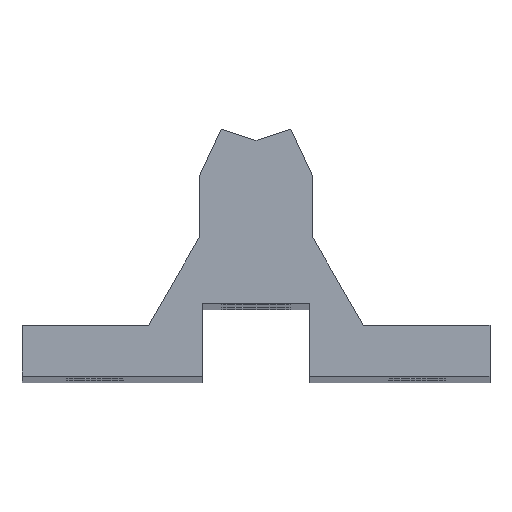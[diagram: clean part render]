
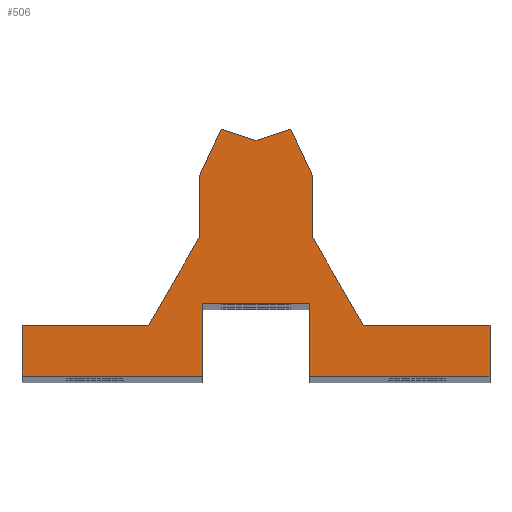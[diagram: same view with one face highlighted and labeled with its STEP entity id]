
A CAD part, top view. The second image highlights one B-rep face of the part: STEP entity #506.
In plain terms, the highlighted planar face has unit normal (0, 0, 1).
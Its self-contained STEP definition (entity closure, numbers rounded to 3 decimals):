
#18 = VERTEX_POINT ( 'NONE', #1446 ) ;
#25 = CARTESIAN_POINT ( 'NONE',  ( 5.5, 35.045, 299.75 ) ) ;
#54 = LINE ( 'NONE', #304, #480 ) ;
#58 = CARTESIAN_POINT ( 'NONE',  ( 5.622, 35.045, 299.75 ) ) ;
#70 = LINE ( 'NONE', #541, #628 ) ;
#71 = EDGE_CURVE ( 'NONE', #1303, #630, #159, .T. ) ;
#76 = VERTEX_POINT ( 'NONE', #90 ) ;
#85 = LINE ( 'NONE', #1029, #238 ) ;
#88 = CARTESIAN_POINT ( 'NONE',  ( 37., 4., 299.75 ) ) ;
#90 = CARTESIAN_POINT ( 'NONE',  ( -37., 4., 299.75 ) ) ;
#95 = CARTESIAN_POINT ( 'NONE',  ( -9., 17.856, 299.75 ) ) ;
#154 = LINE ( 'NONE', #503, #1181 ) ;
#159 = LINE ( 'NONE', #1108, #864 ) ;
#162 = VECTOR ( 'NONE', #385, 1000. ) ;
#170 = DIRECTION ( 'NONE',  ( 0., -1., 0. ) ) ;
#172 = CARTESIAN_POINT ( 'NONE',  ( -9., 27.539, 299.75 ) ) ;
#174 = CARTESIAN_POINT ( 'NONE',  ( -37., -4., 299.75 ) ) ;
#178 = DIRECTION ( 'NONE',  ( 1., 0., 0. ) ) ;
#202 = CARTESIAN_POINT ( 'NONE',  ( -17., 4., 299.75 ) ) ;
#212 = EDGE_CURVE ( 'NONE', #965, #76, #525, .T. ) ;
#219 = DIRECTION ( 'NONE',  ( -1., 0., 0. ) ) ;
#230 = DIRECTION ( 'NONE',  ( 0., 1., 0. ) ) ;
#235 = CARTESIAN_POINT ( 'NONE',  ( -37., 4., 299.75 ) ) ;
#237 = VECTOR ( 'NONE', #1004, 1000. ) ;
#238 = VECTOR ( 'NONE', #442, 1000. ) ;
#243 = EDGE_CURVE ( 'NONE', #76, #471, #584, .T. ) ;
#244 = CARTESIAN_POINT ( 'NONE',  ( 37., -4., 299.75 ) ) ;
#246 = CARTESIAN_POINT ( 'NONE',  ( 8.5, -4., 299.75 ) ) ;
#253 = DIRECTION ( 'NONE',  ( -0.954, 0.301, 0. ) ) ;
#271 = LINE ( 'NONE', #859, #751 ) ;
#282 = ORIENTED_EDGE ( 'NONE', *, *, #1311, .T. ) ;
#296 = ORIENTED_EDGE ( 'NONE', *, *, #1113, .T. ) ;
#304 = CARTESIAN_POINT ( 'NONE',  ( -8.5, 7.5, 299.75 ) ) ;
#311 = VERTEX_POINT ( 'NONE', #246 ) ;
#317 = CARTESIAN_POINT ( 'NONE',  ( -9., 27.539, 299.75 ) ) ;
#319 = ORIENTED_EDGE ( 'NONE', *, *, #1141, .T. ) ;
#325 = LINE ( 'NONE', #58, #953 ) ;
#336 = VECTOR ( 'NONE', #230, 1000. ) ;
#370 = LINE ( 'NONE', #841, #406 ) ;
#378 = ORIENTED_EDGE ( 'NONE', *, *, #824, .T. ) ;
#385 = DIRECTION ( 'NONE',  ( 1., 0., 0. ) ) ;
#406 = VECTOR ( 'NONE', #219, 1000. ) ;
#411 = DIRECTION ( 'NONE',  ( -1., 0., 0. ) ) ;
#425 = CARTESIAN_POINT ( 'NONE',  ( -17., 4., 299.75 ) ) ;
#442 = DIRECTION ( 'NONE',  ( 0., 1., 0. ) ) ;
#443 = LINE ( 'NONE', #88, #336 ) ;
#446 = VERTEX_POINT ( 'NONE', #1435 ) ;
#459 = CARTESIAN_POINT ( 'NONE',  ( 8.5, 7.5, 299.75 ) ) ;
#463 = VERTEX_POINT ( 'NONE', #1504 ) ;
#464 = CARTESIAN_POINT ( 'NONE',  ( 17., 4., 299.75 ) ) ;
#468 = CARTESIAN_POINT ( 'NONE',  ( 5.516, 35.011, 299.75 ) ) ;
#471 = VERTEX_POINT ( 'NONE', #174 ) ;
#480 = VECTOR ( 'NONE', #1247, 1000. ) ;
#486 = CARTESIAN_POINT ( 'NONE',  ( 8.5, 7.5, 299.75 ) ) ;
#503 = CARTESIAN_POINT ( 'NONE',  ( -9., 27.539, 299.75 ) ) ;
#506 = ADVANCED_FACE ( 'NONE', ( #1359 ), #644, .T. ) ;
#525 = LINE ( 'NONE', #1003, #889 ) ;
#527 = VECTOR ( 'NONE', #1434, 1000. ) ;
#536 = CARTESIAN_POINT ( 'NONE',  ( 37., 4., 299.75 ) ) ;
#541 = CARTESIAN_POINT ( 'NONE',  ( -37., -4., 299.75 ) ) ;
#558 = DIRECTION ( 'NONE',  ( -0.954, -0.301, 0. ) ) ;
#584 = LINE ( 'NONE', #235, #837 ) ;
#603 = LINE ( 'NONE', #761, #162 ) ;
#609 = LINE ( 'NONE', #1316, #704 ) ;
#627 = VERTEX_POINT ( 'NONE', #1408 ) ;
#628 = VECTOR ( 'NONE', #178, 1000. ) ;
#630 = VERTEX_POINT ( 'NONE', #464 ) ;
#632 = ORIENTED_EDGE ( 'NONE', *, *, #968, .T. ) ;
#640 = EDGE_CURVE ( 'NONE', #311, #1025, #1062, .T. ) ;
#641 = LINE ( 'NONE', #317, #237 ) ;
#642 = ORIENTED_EDGE ( 'NONE', *, *, #243, .T. ) ;
#644 = PLANE ( 'NONE',  #1154 ) ;
#668 = EDGE_CURVE ( 'NONE', #713, #1303, #443, .T. ) ;
#675 = EDGE_LOOP ( 'NONE', ( #915, #1187, #989, #998, #844, #319, #378, #1448, #1073, #282, #792, #296, #1371, #642, #632, #936, #1362 ) ) ;
#682 = VERTEX_POINT ( 'NONE', #95 ) ;
#704 = VECTOR ( 'NONE', #253, 1000. ) ;
#713 = VERTEX_POINT ( 'NONE', #244 ) ;
#746 = VECTOR ( 'NONE', #933, 1000. ) ;
#748 = VECTOR ( 'NONE', #1526, 1000. ) ;
#751 = VECTOR ( 'NONE', #1470, 1000. ) ;
#761 = CARTESIAN_POINT ( 'NONE',  ( -37., -4., 299.75 ) ) ;
#764 = DIRECTION ( 'NONE',  ( -1., 0., 0. ) ) ;
#792 = ORIENTED_EDGE ( 'NONE', *, *, #1160, .T. ) ;
#824 = EDGE_CURVE ( 'NONE', #627, #1459, #1087, .T. ) ;
#837 = VECTOR ( 'NONE', #1065, 1000. ) ;
#841 = CARTESIAN_POINT ( 'NONE',  ( -8.5, 7.5, 299.75 ) ) ;
#844 = ORIENTED_EDGE ( 'NONE', *, *, #1205, .T. ) ;
#859 = CARTESIAN_POINT ( 'NONE',  ( 17., 4., 299.75 ) ) ;
#860 = VERTEX_POINT ( 'NONE', #172 ) ;
#864 = VECTOR ( 'NONE', #764, 1000. ) ;
#889 = VECTOR ( 'NONE', #411, 1000. ) ;
#902 = EDGE_CURVE ( 'NONE', #1295, #446, #54, .T. ) ;
#910 = CARTESIAN_POINT ( 'NONE',  ( 0., 0., 299.75 ) ) ;
#915 = ORIENTED_EDGE ( 'NONE', *, *, #640, .F. ) ;
#933 = DIRECTION ( 'NONE',  ( 0., 1., 0. ) ) ;
#936 = ORIENTED_EDGE ( 'NONE', *, *, #902, .F. ) ;
#953 = VECTOR ( 'NONE', #558, 1000. ) ;
#965 = VERTEX_POINT ( 'NONE', #425 ) ;
#968 = EDGE_CURVE ( 'NONE', #471, #446, #70, .T. ) ;
#983 = CARTESIAN_POINT ( 'NONE',  ( -8.5, 7.5, 299.75 ) ) ;
#989 = ORIENTED_EDGE ( 'NONE', *, *, #668, .T. ) ;
#998 = ORIENTED_EDGE ( 'NONE', *, *, #71, .T. ) ;
#1003 = CARTESIAN_POINT ( 'NONE',  ( -37., 4., 299.75 ) ) ;
#1004 = DIRECTION ( 'NONE',  ( -0.423, -0.906, 0. ) ) ;
#1025 = VERTEX_POINT ( 'NONE', #486 ) ;
#1029 = CARTESIAN_POINT ( 'NONE',  ( 9., 27.539, 299.75 ) ) ;
#1062 = LINE ( 'NONE', #459, #746 ) ;
#1064 = EDGE_CURVE ( 'NONE', #1025, #1295, #370, .T. ) ;
#1065 = DIRECTION ( 'NONE',  ( 0., -1., 0. ) ) ;
#1073 = ORIENTED_EDGE ( 'NONE', *, *, #1536, .T. ) ;
#1087 = LINE ( 'NONE', #25, #527 ) ;
#1108 = CARTESIAN_POINT ( 'NONE',  ( -37., 4., 299.75 ) ) ;
#1113 = EDGE_CURVE ( 'NONE', #682, #965, #1520, .T. ) ;
#1122 = DIRECTION ( 'NONE',  ( 1., 0., 0. ) ) ;
#1141 = EDGE_CURVE ( 'NONE', #18, #627, #85, .T. ) ;
#1154 = AXIS2_PLACEMENT_3D ( 'NONE', #910, #1241, #1122 ) ;
#1160 = EDGE_CURVE ( 'NONE', #860, #682, #154, .T. ) ;
#1164 = EDGE_CURVE ( 'NONE', #311, #713, #603, .T. ) ;
#1181 = VECTOR ( 'NONE', #170, 1000. ) ;
#1187 = ORIENTED_EDGE ( 'NONE', *, *, #1164, .T. ) ;
#1205 = EDGE_CURVE ( 'NONE', #630, #18, #271, .T. ) ;
#1239 = VERTEX_POINT ( 'NONE', #1346 ) ;
#1241 = DIRECTION ( 'NONE',  ( 0., 0., 1. ) ) ;
#1247 = DIRECTION ( 'NONE',  ( 0., -1., 0. ) ) ;
#1295 = VERTEX_POINT ( 'NONE', #983 ) ;
#1303 = VERTEX_POINT ( 'NONE', #536 ) ;
#1311 = EDGE_CURVE ( 'NONE', #463, #860, #641, .T. ) ;
#1316 = CARTESIAN_POINT ( 'NONE',  ( 0., 33.272, 299.75 ) ) ;
#1346 = CARTESIAN_POINT ( 'NONE',  ( 0., 33.272, 299.75 ) ) ;
#1358 = EDGE_CURVE ( 'NONE', #1459, #1239, #325, .T. ) ;
#1359 = FACE_OUTER_BOUND ( 'NONE', #675, .T. ) ;
#1362 = ORIENTED_EDGE ( 'NONE', *, *, #1064, .F. ) ;
#1371 = ORIENTED_EDGE ( 'NONE', *, *, #212, .T. ) ;
#1408 = CARTESIAN_POINT ( 'NONE',  ( 9., 27.539, 299.75 ) ) ;
#1434 = DIRECTION ( 'NONE',  ( -0.423, 0.906, 0. ) ) ;
#1435 = CARTESIAN_POINT ( 'NONE',  ( -8.5, -4., 299.75 ) ) ;
#1446 = CARTESIAN_POINT ( 'NONE',  ( 9., 17.856, 299.75 ) ) ;
#1448 = ORIENTED_EDGE ( 'NONE', *, *, #1358, .T. ) ;
#1459 = VERTEX_POINT ( 'NONE', #468 ) ;
#1470 = DIRECTION ( 'NONE',  ( -0.5, 0.866, 0. ) ) ;
#1504 = CARTESIAN_POINT ( 'NONE',  ( -5.516, 35.011, 299.75 ) ) ;
#1520 = LINE ( 'NONE', #202, #748 ) ;
#1526 = DIRECTION ( 'NONE',  ( -0.5, -0.866, 0. ) ) ;
#1536 = EDGE_CURVE ( 'NONE', #1239, #463, #609, .T. ) ;
